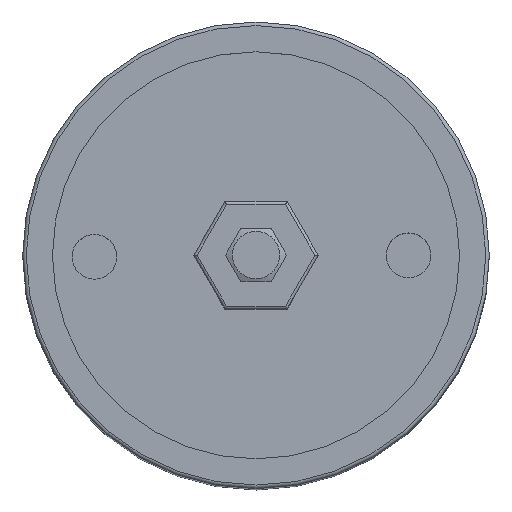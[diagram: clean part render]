
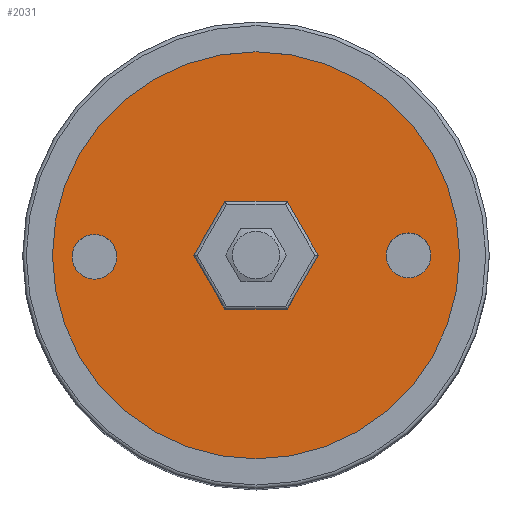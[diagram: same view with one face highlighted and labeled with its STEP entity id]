
A CAD part, top view. The second image highlights one B-rep face of the part: STEP entity #2031.
In plain terms, the highlighted planar face has unit normal (0, 0, 1).
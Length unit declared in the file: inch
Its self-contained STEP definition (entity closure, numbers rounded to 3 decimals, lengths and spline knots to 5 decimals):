
#1675=CARTESIAN_POINT('',(-11.26001,-17.05935,4.79034));
#1676=VERTEX_POINT('',#1675);
#1683=CARTESIAN_POINT('',(-11.69303,-17.05935,4.79034));
#1684=VERTEX_POINT('',#1683);
#1685=CARTESIAN_POINT('',(-11.69303,-17.05935,4.79034));
#1686=DIRECTION('',(1.0,0.0,0.0));
#1687=VECTOR('',#1686,0.43301);
#1688=LINE('',#1685,#1687);
#1689=EDGE_CURVE('',#1684,#1676,#1688,.T.);
#1706=CARTESIAN_POINT('',(-11.04351,-17.43435,4.79034));
#1707=VERTEX_POINT('',#1706);
#1714=CARTESIAN_POINT('',(-11.26001,-17.05935,4.79034));
#1715=DIRECTION('',(0.5,-0.866,0.0));
#1716=VECTOR('',#1715,0.43301);
#1717=LINE('',#1714,#1716);
#1718=EDGE_CURVE('',#1676,#1707,#1717,.T.);
#1730=CARTESIAN_POINT('',(-11.26001,-17.80935,4.79034));
#1731=VERTEX_POINT('',#1730);
#1738=CARTESIAN_POINT('',(-11.04351,-17.43435,4.79034));
#1739=DIRECTION('',(-0.5,-0.866,0.0));
#1740=VECTOR('',#1739,0.43301);
#1741=LINE('',#1738,#1740);
#1742=EDGE_CURVE('',#1707,#1731,#1741,.T.);
#1878=CARTESIAN_POINT('',(-12.44527,-17.44435,4.79034));
#1879=VERTEX_POINT('',#1878);
#1880=CARTESIAN_POINT('',(-12.60152,-17.44435,4.79034));
#1881=DIRECTION('',(0.0,0.0,-1.0));
#1882=DIRECTION('',(-1.0,0.0,0.0));
#1883=AXIS2_PLACEMENT_3D('',#1880,#1881,#1882);
#1884=CIRCLE('',#1883,0.15625);
#1885=EDGE_CURVE('',#1879,#1879,#1884,.T.);
#1915=CARTESIAN_POINT('',(-10.25777,-17.43435,4.79034));
#1916=VERTEX_POINT('',#1915);
#1917=CARTESIAN_POINT('',(-10.41402,-17.43435,4.79034));
#1918=DIRECTION('',(0.0,0.0,-1.0));
#1919=DIRECTION('',(-1.0,0.0,0.0));
#1920=AXIS2_PLACEMENT_3D('',#1917,#1918,#1919);
#1921=CIRCLE('',#1920,0.15625);
#1922=EDGE_CURVE('',#1916,#1916,#1921,.T.);
#1942=CARTESIAN_POINT('',(-11.90953,-17.43435,4.79034));
#1943=VERTEX_POINT('',#1942);
#1950=CARTESIAN_POINT('',(-11.69303,-17.80935,4.79034));
#1951=VERTEX_POINT('',#1950);
#1952=CARTESIAN_POINT('',(-11.69303,-17.80935,4.79034));
#1953=DIRECTION('',(-0.5,0.866,0.0));
#1954=VECTOR('',#1953,0.43301);
#1955=LINE('',#1952,#1954);
#1956=EDGE_CURVE('',#1951,#1943,#1955,.T.);
#1974=CARTESIAN_POINT('',(-11.90953,-17.43435,4.79034));
#1975=DIRECTION('',(0.5,0.866,0.0));
#1976=VECTOR('',#1975,0.43301);
#1977=LINE('',#1974,#1976);
#1978=EDGE_CURVE('',#1943,#1684,#1977,.T.);
#1991=CARTESIAN_POINT('',(-11.26001,-17.80935,4.79034));
#1992=DIRECTION('',(-1.0,0.0,0.0));
#1993=VECTOR('',#1992,0.43301);
#1994=LINE('',#1991,#1993);
#1995=EDGE_CURVE('',#1731,#1951,#1994,.T.);
#2001=CARTESIAN_POINT('',(-11.47652,-17.43435,4.79034));
#2002=DIRECTION('',(0.0,0.0,-1.0));
#2003=DIRECTION('',(-1.0,0.0,0.0));
#2004=AXIS2_PLACEMENT_3D('',#2001,#2002,#2003);
#2005=PLANE('',#2004);
#2006=CARTESIAN_POINT('',(-10.05902,-17.43435,4.79034));
#2007=VERTEX_POINT('',#2006);
#2008=CARTESIAN_POINT('',(-11.47652,-17.43435,4.79034));
#2009=DIRECTION('',(0.0,0.0,-1.0));
#2010=DIRECTION('',(-1.0,0.0,0.0));
#2011=AXIS2_PLACEMENT_3D('',#2008,#2009,#2010);
#2012=CIRCLE('',#2011,1.4175);
#2013=EDGE_CURVE('',#2007,#2007,#2012,.T.);
#2014=ORIENTED_EDGE('',*,*,#2013,.F.);
#2015=EDGE_LOOP('',(#2014));
#2016=FACE_OUTER_BOUND('',#2015,.T.);
#2017=ORIENTED_EDGE('',*,*,#1885,.T.);
#2018=EDGE_LOOP('',(#2017));
#2019=FACE_BOUND('',#2018,.T.);
#2020=ORIENTED_EDGE('',*,*,#1922,.T.);
#2021=EDGE_LOOP('',(#2020));
#2022=FACE_BOUND('',#2021,.T.);
#2023=ORIENTED_EDGE('',*,*,#1956,.T.);
#2024=ORIENTED_EDGE('',*,*,#1978,.T.);
#2025=ORIENTED_EDGE('',*,*,#1689,.T.);
#2026=ORIENTED_EDGE('',*,*,#1718,.T.);
#2027=ORIENTED_EDGE('',*,*,#1742,.T.);
#2028=ORIENTED_EDGE('',*,*,#1995,.T.);
#2029=EDGE_LOOP('',(#2023,#2024,#2025,#2026,#2027,#2028));
#2030=FACE_BOUND('',#2029,.T.);
#2031=ADVANCED_FACE('',(#2016,#2019,#2022,#2030),#2005,.F.);
